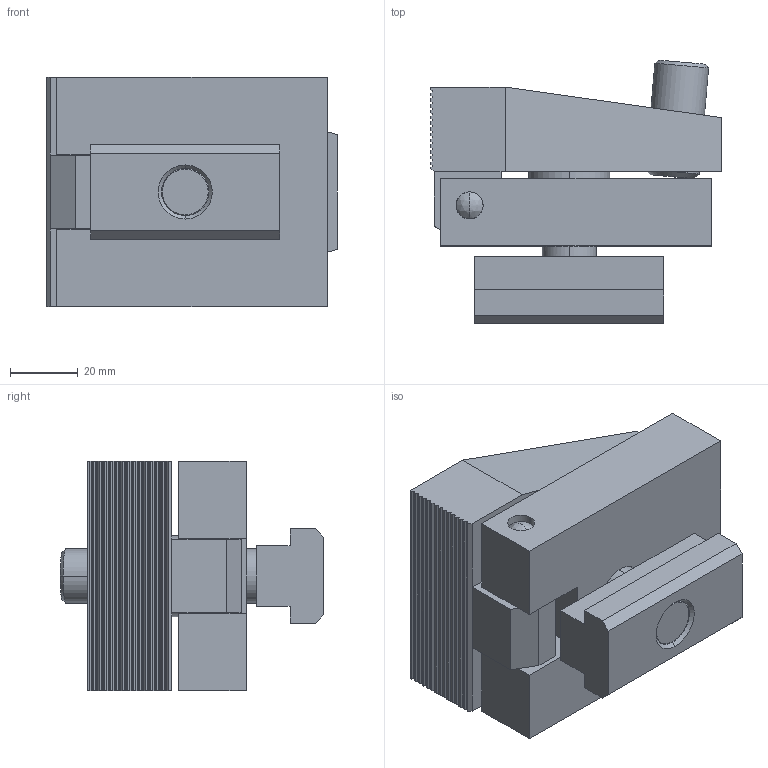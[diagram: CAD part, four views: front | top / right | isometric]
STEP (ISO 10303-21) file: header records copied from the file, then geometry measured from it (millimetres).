
FILE_DESCRIPTION(('STEP AP214'),'1');
FILE_NAME('HALDERN_EH_23210_0541.stp','2021-09-02T09:59:49',('TraceParts'),('TraceParts S.A.'),'Spatial InterOp 3D',' ',' ');
FILE_SCHEMA(('AUTOMOTIVE_DESIGN { 1 0 10303 214 1 1 1 1 }'));
Length unit declared in the file: millimetre
Products named in the file (1): HALDERN_EH_23210_0541_1
Bounding box: 86 x 78.05 x 68 mm (x, y, z)
Volume: 230460.4 mm3; surface area: 50200.8 mm2
Topology: 5 solids, 5 shells, 194 faces, 518 edges, 338 vertices
Faces by surface type: plane 106, cylinder 52, cone 25, bspline 11
Entity records: 9434 total; most frequent: CARTESIAN_POINT 2921, ORIENTED_EDGE 1032, DIRECTION 1012, EDGE_CURVE 516, LINE 340, VECTOR 340, VERTEX_POINT 338, AXIS2_PLACEMENT_3D 336
